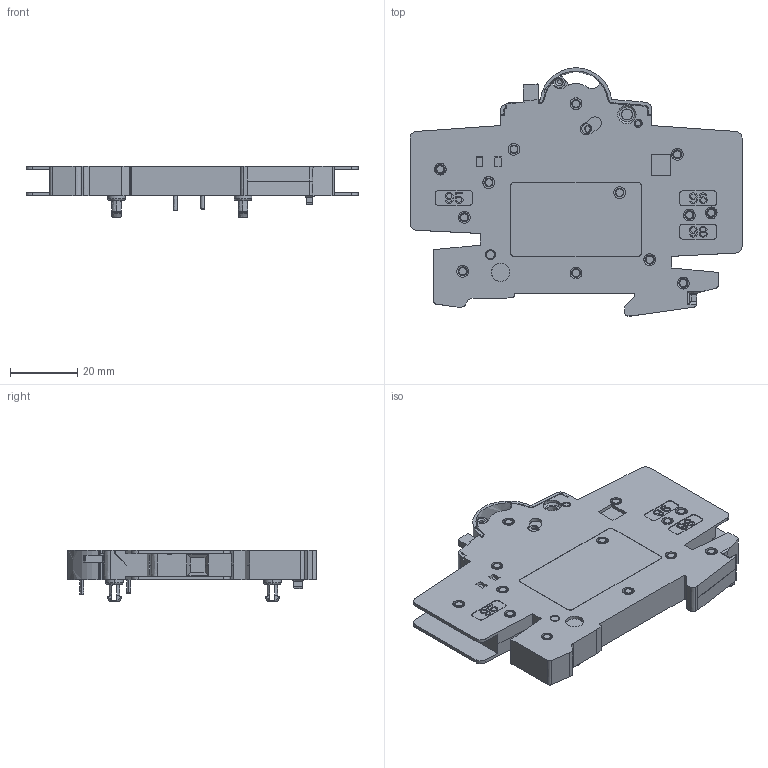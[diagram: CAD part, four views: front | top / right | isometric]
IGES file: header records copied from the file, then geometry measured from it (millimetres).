
Start section:  PTC IGES file: 2cds200924_sw0003.igs
Global section: file name: 2cds200924_sw0003.igs; native system: Creo Elements/Pro by Parametric Technology Corporation; preprocessor: 2011310; author: deu213684; organization: Unknown; date: 20130702.104404; units: millimetre
Bounding box: 99 x 73.96 x 15.3 mm (x, y, z)
Volume: 39192.3 mm3; surface area: 19768.4 mm2
Topology: 1 solids, 1 shells, 1257 faces, 3371 edges, 2193 vertices
Faces by surface type: bspline 1257
